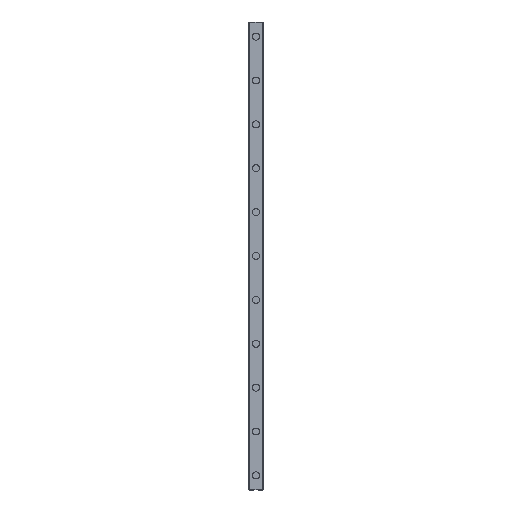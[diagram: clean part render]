
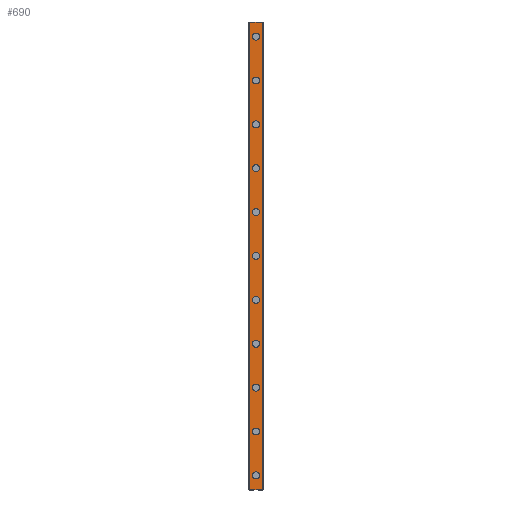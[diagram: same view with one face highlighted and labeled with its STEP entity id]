
A CAD part, top view. The second image highlights one B-rep face of the part: STEP entity #690.
In plain terms, the highlighted planar face has unit normal (0, 0, 1).
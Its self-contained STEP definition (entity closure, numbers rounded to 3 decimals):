
#690=ADVANCED_FACE('',(#1408,#1409,#1410,#1411,#1412,#1413,#1414,#1415,#1416,#1417,#1418,#1419),#1420,.T.);
#1408=FACE_BOUND('',#2147,.T.);
#1409=FACE_BOUND('',#2148,.T.);
#1410=FACE_BOUND('',#2149,.T.);
#1411=FACE_BOUND('',#2150,.T.);
#1412=FACE_BOUND('',#2151,.T.);
#1413=FACE_BOUND('',#2152,.T.);
#1414=FACE_BOUND('',#2153,.T.);
#1415=FACE_BOUND('',#2154,.T.);
#1416=FACE_BOUND('',#2155,.T.);
#1417=FACE_BOUND('',#2156,.T.);
#1418=FACE_BOUND('',#2157,.T.);
#1419=FACE_OUTER_BOUND('',#2158,.T.);
#1420=PLANE('',#2159);
#2147=EDGE_LOOP('',(#4121,#4122));
#2148=EDGE_LOOP('',(#4123,#4124));
#2149=EDGE_LOOP('',(#4125,#4126));
#2150=EDGE_LOOP('',(#4127,#4128));
#2151=EDGE_LOOP('',(#4129,#4130));
#2152=EDGE_LOOP('',(#4131,#4132));
#2153=EDGE_LOOP('',(#4133,#4134));
#2154=EDGE_LOOP('',(#4135,#4136));
#2155=EDGE_LOOP('',(#4137,#4138));
#2156=EDGE_LOOP('',(#4139,#4140));
#2157=EDGE_LOOP('',(#4141,#4142));
#2158=EDGE_LOOP('',(#4143,#4144,#4145,#4146));
#2159=AXIS2_PLACEMENT_3D('',#4147,#4148,#4149);
#4121=ORIENTED_EDGE('',*,*,#4443,.T.);
#4122=ORIENTED_EDGE('',*,*,#4886,.T.);
#4123=ORIENTED_EDGE('',*,*,#4431,.T.);
#4124=ORIENTED_EDGE('',*,*,#4904,.T.);
#4125=ORIENTED_EDGE('',*,*,#4419,.T.);
#4126=ORIENTED_EDGE('',*,*,#4919,.T.);
#4127=ORIENTED_EDGE('',*,*,#4407,.T.);
#4128=ORIENTED_EDGE('',*,*,#4934,.T.);
#4129=ORIENTED_EDGE('',*,*,#4395,.T.);
#4130=ORIENTED_EDGE('',*,*,#4949,.T.);
#4131=ORIENTED_EDGE('',*,*,#4383,.T.);
#4132=ORIENTED_EDGE('',*,*,#4964,.T.);
#4133=ORIENTED_EDGE('',*,*,#4371,.T.);
#4134=ORIENTED_EDGE('',*,*,#4979,.T.);
#4135=ORIENTED_EDGE('',*,*,#4359,.T.);
#4136=ORIENTED_EDGE('',*,*,#4994,.T.);
#4137=ORIENTED_EDGE('',*,*,#4347,.T.);
#4138=ORIENTED_EDGE('',*,*,#5009,.T.);
#4139=ORIENTED_EDGE('',*,*,#4335,.T.);
#4140=ORIENTED_EDGE('',*,*,#5024,.T.);
#4141=ORIENTED_EDGE('',*,*,#4323,.T.);
#4142=ORIENTED_EDGE('',*,*,#5039,.T.);
#4143=ORIENTED_EDGE('',*,*,#4868,.T.);
#4144=ORIENTED_EDGE('',*,*,#5088,.F.);
#4145=ORIENTED_EDGE('',*,*,#4740,.F.);
#4146=ORIENTED_EDGE('',*,*,#5086,.T.);
#4147=CARTESIAN_POINT('',(0.,640.0,15.5));
#4148=DIRECTION('',(0.0,0.0,1.0));
#4149=DIRECTION('',(-1.0,0.0,-0.0));
#4323=EDGE_CURVE('',#5144,#5141,#5145,.T.);
#4335=EDGE_CURVE('',#5166,#5163,#5167,.T.);
#4347=EDGE_CURVE('',#5188,#5185,#5189,.T.);
#4359=EDGE_CURVE('',#5210,#5207,#5211,.T.);
#4371=EDGE_CURVE('',#5232,#5229,#5233,.T.);
#4383=EDGE_CURVE('',#5254,#5251,#5255,.T.);
#4395=EDGE_CURVE('',#5276,#5273,#5277,.T.);
#4407=EDGE_CURVE('',#5298,#5295,#5299,.T.);
#4419=EDGE_CURVE('',#5320,#5317,#5321,.T.);
#4431=EDGE_CURVE('',#5342,#5339,#5343,.T.);
#4443=EDGE_CURVE('',#5364,#5361,#5365,.T.);
#4740=EDGE_CURVE('',#5800,#5802,#5803,.T.);
#4868=EDGE_CURVE('',#6013,#6011,#6014,.T.);
#4886=EDGE_CURVE('',#5361,#5364,#6047,.T.);
#4904=EDGE_CURVE('',#5339,#5342,#6067,.T.);
#4919=EDGE_CURVE('',#5317,#5320,#6084,.T.);
#4934=EDGE_CURVE('',#5295,#5298,#6101,.T.);
#4949=EDGE_CURVE('',#5273,#5276,#6118,.T.);
#4964=EDGE_CURVE('',#5251,#5254,#6135,.T.);
#4979=EDGE_CURVE('',#5229,#5232,#6152,.T.);
#4994=EDGE_CURVE('',#5207,#5210,#6169,.T.);
#5009=EDGE_CURVE('',#5185,#5188,#6186,.T.);
#5024=EDGE_CURVE('',#5163,#5166,#6203,.T.);
#5039=EDGE_CURVE('',#5141,#5144,#6220,.T.);
#5086=EDGE_CURVE('',#5800,#6013,#6269,.T.);
#5088=EDGE_CURVE('',#5802,#6011,#6271,.T.);
#5141=VERTEX_POINT('',#6326);
#5144=VERTEX_POINT('',#6330);
#5145=CIRCLE('',#6331,4.75);
#5163=VERTEX_POINT('',#6352);
#5166=VERTEX_POINT('',#6356);
#5167=CIRCLE('',#6357,4.75);
#5185=VERTEX_POINT('',#6378);
#5188=VERTEX_POINT('',#6382);
#5189=CIRCLE('',#6383,4.75);
#5207=VERTEX_POINT('',#6404);
#5210=VERTEX_POINT('',#6408);
#5211=CIRCLE('',#6409,4.75);
#5229=VERTEX_POINT('',#6430);
#5232=VERTEX_POINT('',#6434);
#5233=CIRCLE('',#6435,4.75);
#5251=VERTEX_POINT('',#6456);
#5254=VERTEX_POINT('',#6460);
#5255=CIRCLE('',#6461,4.75);
#5273=VERTEX_POINT('',#6482);
#5276=VERTEX_POINT('',#6486);
#5277=CIRCLE('',#6487,4.75);
#5295=VERTEX_POINT('',#6508);
#5298=VERTEX_POINT('',#6512);
#5299=CIRCLE('',#6513,4.75);
#5317=VERTEX_POINT('',#6534);
#5320=VERTEX_POINT('',#6538);
#5321=CIRCLE('',#6539,4.75);
#5339=VERTEX_POINT('',#6560);
#5342=VERTEX_POINT('',#6564);
#5343=CIRCLE('',#6565,4.75);
#5361=VERTEX_POINT('',#6586);
#5364=VERTEX_POINT('',#6590);
#5365=CIRCLE('',#6591,4.75);
#5800=VERTEX_POINT('',#7171);
#5802=VERTEX_POINT('',#7174);
#5803=LINE('',#7175,#7176);
#6011=VERTEX_POINT('',#7468);
#6013=VERTEX_POINT('',#7471);
#6014=LINE('',#7472,#7473);
#6047=CIRCLE('',#7513,4.75);
#6067=CIRCLE('',#7539,4.75);
#6084=CIRCLE('',#7560,4.75);
#6101=CIRCLE('',#7581,4.75);
#6118=CIRCLE('',#7602,4.75);
#6135=CIRCLE('',#7623,4.75);
#6152=CIRCLE('',#7644,4.75);
#6169=CIRCLE('',#7665,4.75);
#6186=CIRCLE('',#7686,4.75);
#6203=CIRCLE('',#7707,4.75);
#6220=CIRCLE('',#7728,4.75);
#6269=LINE('',#7797,#7798);
#6271=LINE('',#7800,#7801);
#6326=CARTESIAN_POINT('',(4.75,20.0,15.5));
#6330=CARTESIAN_POINT('',(-4.75,20.0,15.5));
#6331=AXIS2_PLACEMENT_3D('',#7873,#7874,#7875);
#6352=CARTESIAN_POINT('',(4.75,80.0,15.5));
#6356=CARTESIAN_POINT('',(-4.75,80.0,15.5));
#6357=AXIS2_PLACEMENT_3D('',#7895,#7896,#7897);
#6378=CARTESIAN_POINT('',(4.75,140.0,15.5));
#6382=CARTESIAN_POINT('',(-4.75,140.0,15.5));
#6383=AXIS2_PLACEMENT_3D('',#7917,#7918,#7919);
#6404=CARTESIAN_POINT('',(4.75,200.0,15.5));
#6408=CARTESIAN_POINT('',(-4.75,200.0,15.5));
#6409=AXIS2_PLACEMENT_3D('',#7939,#7940,#7941);
#6430=CARTESIAN_POINT('',(4.75,260.0,15.5));
#6434=CARTESIAN_POINT('',(-4.75,260.0,15.5));
#6435=AXIS2_PLACEMENT_3D('',#7961,#7962,#7963);
#6456=CARTESIAN_POINT('',(4.75,320.0,15.5));
#6460=CARTESIAN_POINT('',(-4.75,320.0,15.5));
#6461=AXIS2_PLACEMENT_3D('',#7983,#7984,#7985);
#6482=CARTESIAN_POINT('',(4.75,380.0,15.5));
#6486=CARTESIAN_POINT('',(-4.75,380.0,15.5));
#6487=AXIS2_PLACEMENT_3D('',#8005,#8006,#8007);
#6508=CARTESIAN_POINT('',(4.75,440.0,15.5));
#6512=CARTESIAN_POINT('',(-4.75,440.0,15.5));
#6513=AXIS2_PLACEMENT_3D('',#8027,#8028,#8029);
#6534=CARTESIAN_POINT('',(4.75,500.0,15.5));
#6538=CARTESIAN_POINT('',(-4.75,500.0,15.5));
#6539=AXIS2_PLACEMENT_3D('',#8049,#8050,#8051);
#6560=CARTESIAN_POINT('',(4.75,560.0,15.5));
#6564=CARTESIAN_POINT('',(-4.75,560.0,15.5));
#6565=AXIS2_PLACEMENT_3D('',#8071,#8072,#8073);
#6586=CARTESIAN_POINT('',(4.75,620.0,15.5));
#6590=CARTESIAN_POINT('',(-4.75,620.0,15.5));
#6591=AXIS2_PLACEMENT_3D('',#8093,#8094,#8095);
#7171=CARTESIAN_POINT('',(-8.378,640.0,15.5));
#7174=CARTESIAN_POINT('',(8.378,640.0,15.5));
#7175=CARTESIAN_POINT('',(-8.378,640.0,15.5));
#7176=VECTOR('',#8437,1.0);
#7468=CARTESIAN_POINT('',(8.378,0.0,15.5));
#7471=CARTESIAN_POINT('',(-8.378,0.0,15.5));
#7472=CARTESIAN_POINT('',(-8.378,0.0,15.5));
#7473=VECTOR('',#8577,1.0);
#7513=AXIS2_PLACEMENT_3D('',#8612,#8613,#8614);
#7539=AXIS2_PLACEMENT_3D('',#8633,#8634,#8635);
#7560=AXIS2_PLACEMENT_3D('',#8652,#8653,#8654);
#7581=AXIS2_PLACEMENT_3D('',#8671,#8672,#8673);
#7602=AXIS2_PLACEMENT_3D('',#8690,#8691,#8692);
#7623=AXIS2_PLACEMENT_3D('',#8709,#8710,#8711);
#7644=AXIS2_PLACEMENT_3D('',#8728,#8729,#8730);
#7665=AXIS2_PLACEMENT_3D('',#8747,#8748,#8749);
#7686=AXIS2_PLACEMENT_3D('',#8766,#8767,#8768);
#7707=AXIS2_PLACEMENT_3D('',#8785,#8786,#8787);
#7728=AXIS2_PLACEMENT_3D('',#8804,#8805,#8806);
#7797=CARTESIAN_POINT('',(-8.378,640.0,15.5));
#7798=VECTOR('',#8839,1.0);
#7800=CARTESIAN_POINT('',(8.378,640.0,15.5));
#7801=VECTOR('',#8840,1.0);
#7873=CARTESIAN_POINT('',(0.0,20.0,15.5));
#7874=DIRECTION('',(0.0,0.0,-1.0));
#7875=DIRECTION('',(1.0,0.0,0.0));
#7895=CARTESIAN_POINT('',(0.0,80.0,15.5));
#7896=DIRECTION('',(0.0,0.0,-1.0));
#7897=DIRECTION('',(1.0,0.0,0.0));
#7917=CARTESIAN_POINT('',(0.0,140.0,15.5));
#7918=DIRECTION('',(0.0,0.0,-1.0));
#7919=DIRECTION('',(1.0,0.0,0.0));
#7939=CARTESIAN_POINT('',(0.0,200.0,15.5));
#7940=DIRECTION('',(0.0,0.0,-1.0));
#7941=DIRECTION('',(1.0,0.0,0.0));
#7961=CARTESIAN_POINT('',(0.0,260.0,15.5));
#7962=DIRECTION('',(0.0,0.0,-1.0));
#7963=DIRECTION('',(1.0,0.0,0.0));
#7983=CARTESIAN_POINT('',(0.0,320.0,15.5));
#7984=DIRECTION('',(0.0,0.0,-1.0));
#7985=DIRECTION('',(1.0,0.0,0.0));
#8005=CARTESIAN_POINT('',(0.0,380.0,15.5));
#8006=DIRECTION('',(0.0,0.0,-1.0));
#8007=DIRECTION('',(1.0,0.0,0.0));
#8027=CARTESIAN_POINT('',(0.0,440.0,15.5));
#8028=DIRECTION('',(0.0,0.0,-1.0));
#8029=DIRECTION('',(1.0,0.0,0.0));
#8049=CARTESIAN_POINT('',(0.0,500.0,15.5));
#8050=DIRECTION('',(0.0,0.0,-1.0));
#8051=DIRECTION('',(1.0,0.0,0.0));
#8071=CARTESIAN_POINT('',(0.0,560.0,15.5));
#8072=DIRECTION('',(0.0,0.0,-1.0));
#8073=DIRECTION('',(1.0,0.0,0.0));
#8093=CARTESIAN_POINT('',(0.0,620.0,15.5));
#8094=DIRECTION('',(0.0,0.0,-1.0));
#8095=DIRECTION('',(1.0,0.0,0.0));
#8437=DIRECTION('',(1.0,0.0,0.0));
#8577=DIRECTION('',(1.0,0.0,0.0));
#8612=CARTESIAN_POINT('',(0.0,620.0,15.5));
#8613=DIRECTION('',(0.0,0.0,-1.0));
#8614=DIRECTION('',(1.0,0.0,0.0));
#8633=CARTESIAN_POINT('',(0.0,560.0,15.5));
#8634=DIRECTION('',(0.0,0.0,-1.0));
#8635=DIRECTION('',(1.0,0.0,0.0));
#8652=CARTESIAN_POINT('',(0.0,500.0,15.5));
#8653=DIRECTION('',(0.0,0.0,-1.0));
#8654=DIRECTION('',(1.0,0.0,0.0));
#8671=CARTESIAN_POINT('',(0.0,440.0,15.5));
#8672=DIRECTION('',(0.0,0.0,-1.0));
#8673=DIRECTION('',(1.0,0.0,0.0));
#8690=CARTESIAN_POINT('',(0.0,380.0,15.5));
#8691=DIRECTION('',(0.0,0.0,-1.0));
#8692=DIRECTION('',(1.0,0.0,0.0));
#8709=CARTESIAN_POINT('',(0.0,320.0,15.5));
#8710=DIRECTION('',(0.0,0.0,-1.0));
#8711=DIRECTION('',(1.0,0.0,0.0));
#8728=CARTESIAN_POINT('',(0.0,260.0,15.5));
#8729=DIRECTION('',(0.0,0.0,-1.0));
#8730=DIRECTION('',(1.0,0.0,0.0));
#8747=CARTESIAN_POINT('',(0.0,200.0,15.5));
#8748=DIRECTION('',(0.0,0.0,-1.0));
#8749=DIRECTION('',(1.0,0.0,0.0));
#8766=CARTESIAN_POINT('',(0.0,140.0,15.5));
#8767=DIRECTION('',(0.0,0.0,-1.0));
#8768=DIRECTION('',(1.0,0.0,0.0));
#8785=CARTESIAN_POINT('',(0.0,80.0,15.5));
#8786=DIRECTION('',(0.0,0.0,-1.0));
#8787=DIRECTION('',(1.0,0.0,0.0));
#8804=CARTESIAN_POINT('',(0.0,20.0,15.5));
#8805=DIRECTION('',(0.0,0.0,-1.0));
#8806=DIRECTION('',(1.0,0.0,0.0));
#8839=DIRECTION('',(0.0,-1.0,0.0));
#8840=DIRECTION('',(0.0,-1.0,0.0));
